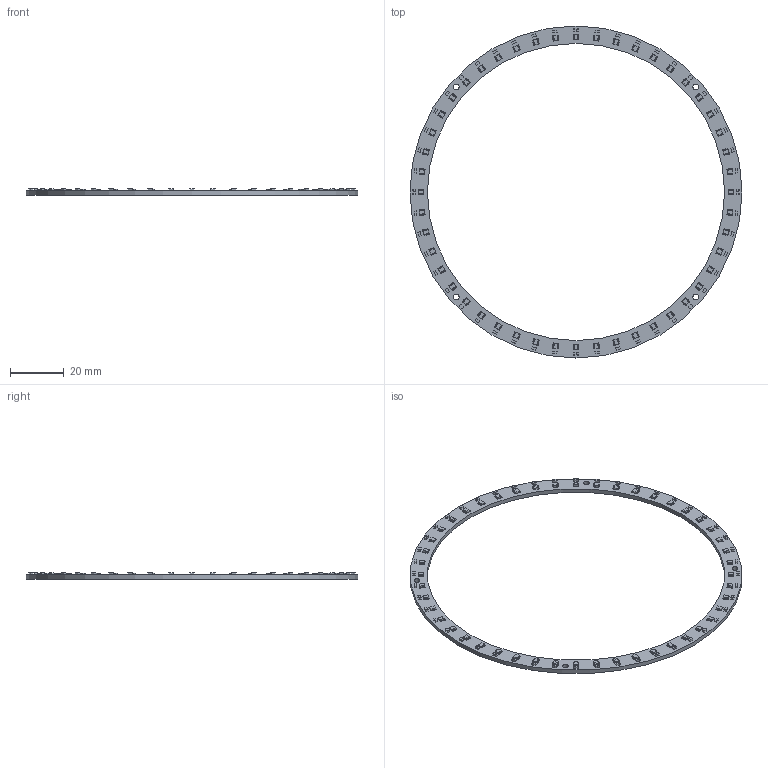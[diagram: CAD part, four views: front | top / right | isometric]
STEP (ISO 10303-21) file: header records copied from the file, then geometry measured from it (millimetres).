
FILE_DESCRIPTION(('KiCad electronic assembly'),'2;1');
FILE_NAME('RCS_WS2812B_Ring.step','2024-12-07T13:00:24',('Pcbnew'),( 'Kicad'),'Open CASCADE STEP processor 7.7','KiCad to STEP converter' ,'Unknown');
FILE_SCHEMA(('AUTOMOTIVE_DESIGN { 1 0 10303 214 1 1 1 1 }'));
Length unit declared in the file: millimetre
Products named in the file (6): RCS_WS2812B_Ring 1; WS2812-2020; C_0603_1608Metric; RCS_WS2812B_Ring_PCB
Assembly tree (99 placements, depth 3):
  RCS_WS2812B_Ring 1
    WS2812-2020  x48
      WS2812-2020
    C_0603_1608Metric  x48
      C_0603_1608Metric
    RCS_WS2812B_Ring_PCB
Bounding box: 124 x 124 x 2.45 mm (x, y, z)
Volume: 3984.9 mm3; surface area: 7297.9 mm2
Topology: 97 solids, 97 shells, 4616 faces, 12018 edges, 7884 vertices
Faces by surface type: plane 3506, cylinder 1110
Full cylindrical faces by diameter (mm): 2.2 x4, 111 x1, 124 x1
Entity records: 4679 total; most frequent: DIRECTION 734, CARTESIAN_POINT 651, ORIENTED_EDGE 536, EDGE_CURVE 268, AXIS2_PLACEMENT_3D 263, LINE 208, VECTOR 208, VERTEX_POINT 176
